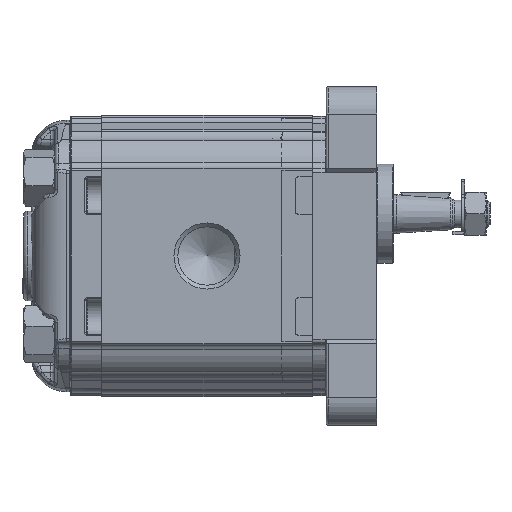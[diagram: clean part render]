
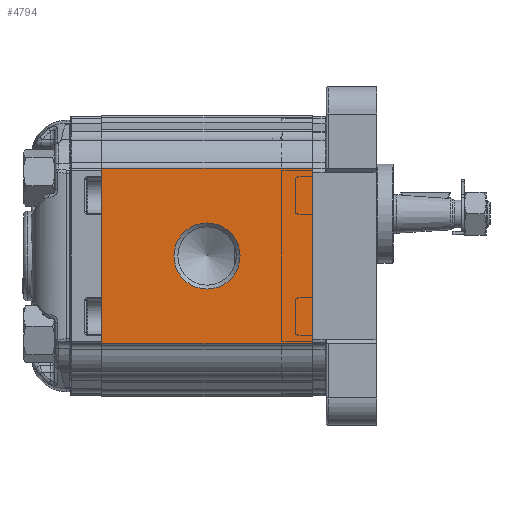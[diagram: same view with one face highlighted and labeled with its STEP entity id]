
A CAD part, left-side view. The second image highlights one B-rep face of the part: STEP entity #4794.
In plain terms, the highlighted planar face has unit normal (-1, 0, 0).
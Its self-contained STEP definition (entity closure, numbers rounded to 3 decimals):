
#4794 = ADVANCED_FACE( '', ( #10371, #10372 ), #10373, .T. );
#10371 = FACE_BOUND( '', #19031, .T. );
#10372 = FACE_OUTER_BOUND( '', #19032, .T. );
#10373 = PLANE( '', #19033 );
#19031 = EDGE_LOOP( '', ( #33799 ) );
#19032 = EDGE_LOOP( '', ( #33800, #33801, #33802, #33803 ) );
#19033 = AXIS2_PLACEMENT_3D( '', #33804, #33805, #33806 );
#33799 = ORIENTED_EDGE( '', *, *, #45188, .F. );
#33800 = ORIENTED_EDGE( '', *, *, #45043, .T. );
#33801 = ORIENTED_EDGE( '', *, *, #45189, .T. );
#33802 = ORIENTED_EDGE( '', *, *, #44900, .T. );
#33803 = ORIENTED_EDGE( '', *, *, #43511, .F. );
#33804 = CARTESIAN_POINT( '', ( -33., 129.534, 48.138 ) );
#33805 = DIRECTION( '', ( -1., 0., 0. ) );
#33806 = DIRECTION( '', ( 0., 0., 1. ) );
#43511 = EDGE_CURVE( '', #52996, #52998, #52999, .T. );
#44900 = EDGE_CURVE( '', #54776, #52998, #54777, .F. );
#45043 = EDGE_CURVE( '', #52996, #54940, #54941, .T. );
#45188 = EDGE_CURVE( '', #55112, #55112, #55113, .F. );
#45189 = EDGE_CURVE( '', #54940, #54776, #55114, .T. );
#52996 = VERTEX_POINT( '', #69188 );
#52998 = VERTEX_POINT( '', #69190 );
#52999 = LINE( '', #69191, #69192 );
#54776 = VERTEX_POINT( '', #72692 );
#54777 = LINE( '', #72693, #72694 );
#54940 = VERTEX_POINT( '', #73049 );
#54941 = LINE( '', #73050, #73051 );
#55112 = VERTEX_POINT( '', #73579 );
#55113 = CIRCLE( '', #73580, 8.475 );
#55114 = LINE( '', #73581, #73582 );
#69188 = CARTESIAN_POINT( '', ( -33., 54., -22.5 ) );
#69190 = CARTESIAN_POINT( '', ( -33., 54., 22.5 ) );
#69191 = CARTESIAN_POINT( '', ( -33., 54., -21.711 ) );
#69192 = VECTOR( '', #80560, 1000. );
#72692 = CARTESIAN_POINT( '', ( -33., 0., 22.5 ) );
#72693 = CARTESIAN_POINT( '', ( -33., 54., 22.5 ) );
#72694 = VECTOR( '', #82060, 1000. );
#73049 = CARTESIAN_POINT( '', ( -33., 0., -22.5 ) );
#73050 = CARTESIAN_POINT( '', ( -33., 54., -22.5 ) );
#73051 = VECTOR( '', #82185, 1000. );
#73579 = CARTESIAN_POINT( '', ( -33., 27., -8.475 ) );
#73580 = AXIS2_PLACEMENT_3D( '', #82304, #82305, #82306 );
#73581 = CARTESIAN_POINT( '', ( -33., 0., -21.711 ) );
#73582 = VECTOR( '', #82307, 1000. );
#80560 = DIRECTION( '', ( 0., 0., 1. ) );
#82060 = DIRECTION( '', ( 0., -1., 0. ) );
#82185 = DIRECTION( '', ( 0., -1., 0. ) );
#82304 = CARTESIAN_POINT( '', ( -33., 27., 0. ) );
#82305 = DIRECTION( '', ( 1., 0., 0. ) );
#82306 = DIRECTION( '', ( 0., 0., -1. ) );
#82307 = DIRECTION( '', ( 0., 0., 1. ) );
